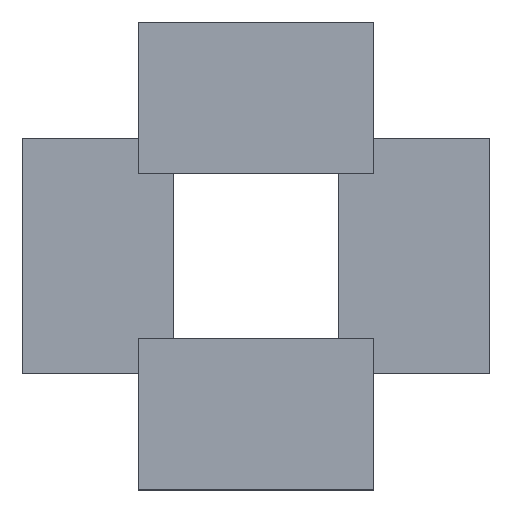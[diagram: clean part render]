
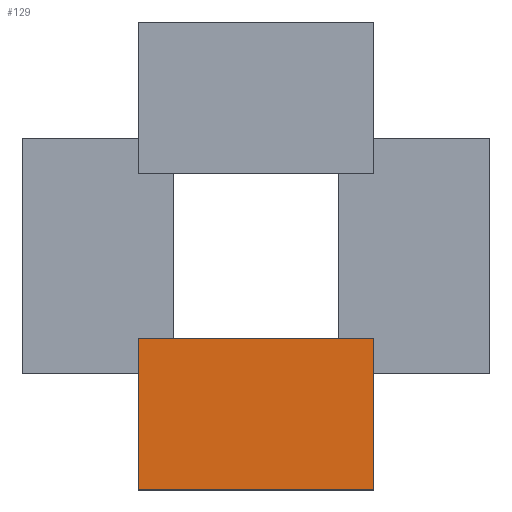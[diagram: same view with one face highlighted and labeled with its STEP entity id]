
A CAD part, top view. The second image highlights one B-rep face of the part: STEP entity #129.
In plain terms, the highlighted planar face has unit normal (0, 0, 1).
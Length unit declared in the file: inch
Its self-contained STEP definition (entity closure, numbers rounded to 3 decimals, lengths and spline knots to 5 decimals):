
#129=ADVANCED_FACE('',(#177),#153,.F.);
#153=PLANE('',#514);
#177=FACE_OUTER_BOUND('',#201,.T.);
#201=EDGE_LOOP('',(#240,#241,#242,#243));
#240=ORIENTED_EDGE('',*,*,#348,.F.);
#241=ORIENTED_EDGE('',*,*,#358,.F.);
#242=ORIENTED_EDGE('',*,*,#355,.F.);
#243=ORIENTED_EDGE('',*,*,#352,.F.);
#316=VERTEX_POINT('',#636);
#317=VERTEX_POINT('',#637);
#320=VERTEX_POINT('',#645);
#322=VERTEX_POINT('',#651);
#348=EDGE_CURVE('',#316,#317,#396,.T.);
#352=EDGE_CURVE('',#317,#320,#400,.T.);
#355=EDGE_CURVE('',#320,#322,#403,.T.);
#358=EDGE_CURVE('',#322,#316,#406,.T.);
#396=LINE('',#635,#444);
#400=LINE('',#644,#448);
#403=LINE('',#650,#451);
#406=LINE('',#656,#454);
#444=VECTOR('',#537,1.);
#448=VECTOR('',#543,1.);
#451=VECTOR('',#548,1.);
#454=VECTOR('',#553,1.);
#514=AXIS2_PLACEMENT_3D('',#660,#559,#560);
#537=DIRECTION('',(1.,0.,0.));
#543=DIRECTION('',(0.,-1.,0.));
#548=DIRECTION('',(-1.,0.,0.));
#553=DIRECTION('',(0.,1.,0.));
#559=DIRECTION('',(0.,0.,-1.));
#560=DIRECTION('',(-1.,0.,0.));
#635=CARTESIAN_POINT('',(-1.987,-1.38835,0.));
#636=CARTESIAN_POINT('',(-1.987,-1.38835,0.));
#637=CARTESIAN_POINT('',(1.987,-1.38835,0.));
#644=CARTESIAN_POINT('',(1.987,-1.38835,0.));
#645=CARTESIAN_POINT('',(1.987,-3.95035,0.));
#650=CARTESIAN_POINT('',(1.987,-3.95035,0.));
#651=CARTESIAN_POINT('',(-1.987,-3.95035,0.));
#656=CARTESIAN_POINT('',(-1.987,-3.95035,0.));
#660=CARTESIAN_POINT('',(0.,0.,0.));
